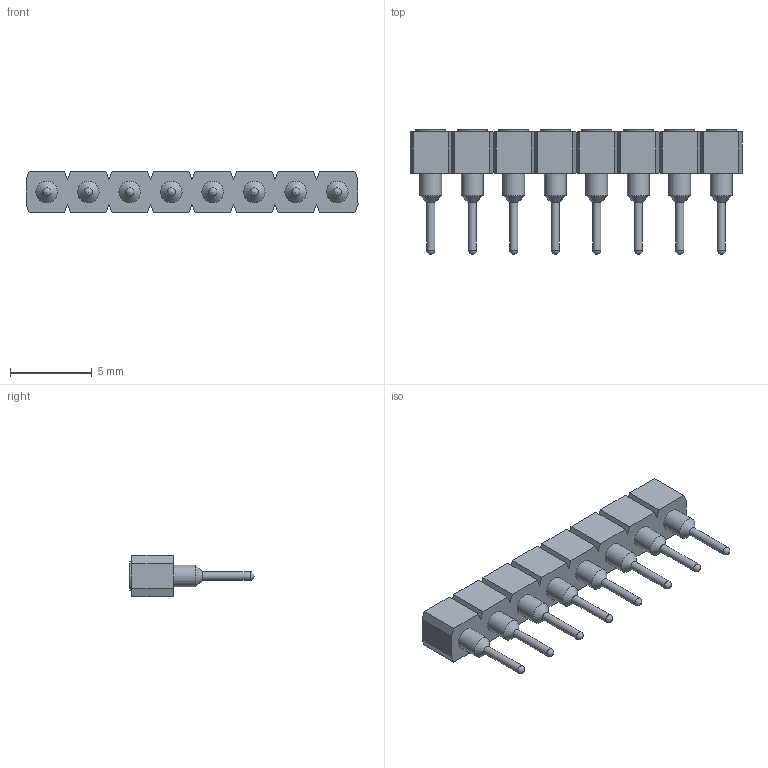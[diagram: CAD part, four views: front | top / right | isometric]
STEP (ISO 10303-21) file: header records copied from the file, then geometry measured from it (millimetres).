
FILE_DESCRIPTION(/* description */ ('STEP AP214'),/* implementation_level */ '2;1');
FILE_NAME(/* name */ 'SS-108-TT-2',/* time_stamp */ '2025-01-31T18:19:42+01:00',/* author */ ('License CC BY-ND 4.0'),/* organization */ ('CADENAS'),/* preprocessor_version */ 'ST-DEVELOPER v19.3',/* originating_system */ 'PARTsolutions',/* authorisation */ ' ');
FILE_SCHEMA (('AUTOMOTIVE_DESIGN {1 0 10303 214 3 1 1}'));
Length unit declared in the file: inch
Products named in the file (3): SS-108-TT-2; SS-108_socket; SC-1P1_pins
Assembly tree (9 placements, depth 2):
  SS-108-TT-2
    SS-108_socket
    SC-1P1_pins  x8
Bounding box: 20.32 x 7.62 x 2.54 mm (x, y, z)
Volume: 125.7 mm3; surface area: 644.4 mm2
Topology: 9 solids, 9 shells, 204 faces, 438 edges, 284 vertices
Faces by surface type: plane 100, cylinder 64, cone 32, sphere 8
Full cylindrical faces by diameter (mm): 0.508 x8, 0.914 x8, 1.016 x8, 1.321 x24, 1.829 x16
Entity records: 2714 total; most frequent: DIRECTION 448, CARTESIAN_POINT 447, ORIENTED_EDGE 394, EDGE_CURVE 197, LINE 150, VECTOR 150, AXIS2_PLACEMENT_3D 149, VERTEX_POINT 148
